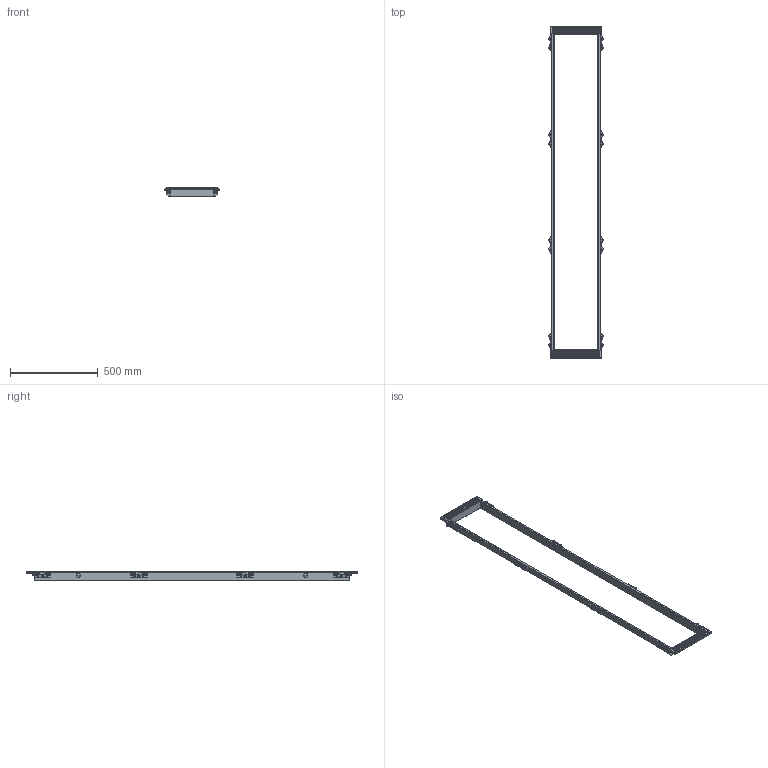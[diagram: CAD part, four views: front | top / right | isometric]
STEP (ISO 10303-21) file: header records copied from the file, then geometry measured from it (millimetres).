
FILE_DESCRIPTION(('STEP AP214'),'1');
FILE_NAME('cctmp_35C1619B-0EB2-4DB1-89B0-CF50F6AB2AE7_2024_05_06_11_40_31_0419..stp','2024-05-06T09:40:34',('SIEMENS A&D'),('CADClick - www.CADClick.com'),'Spatial InterOp 3D',' ','unknown authorization');
FILE_SCHEMA(('AUTOMOTIVE_DESIGN'));
Length unit declared in the file: millimetre
Products named in the file (41): cc_unnamed; 2024_05_06_11_40_31_0372; 2024_05_06_11_40_31_0341; 2024_05_06_11_40_31_0310; 2024_05_06_11_40_31_0279; 2024_05_06_11_40_31_0247; 2024_05_06_11_40_31_0185; 2024_05_06_11_40_31_0154; 2024_05_06_11_40_31_0122; 2024_05_06_11_40_31_0060; 2024_05_06_11_40_31_0029; 2024_05_06_11_40_30_0991; 2024_05_06_11_40_30_0959; 2024_05_06_11_40_30_0897; 2024_05_06_11_40_30_0866; 2024_05_06_11_40_30_0834; 2024_05_06_11_40_30_0803; 2024_05_06_11_40_30_0741; 2024_05_06_11_40_30_0709; 2024_05_06_11_40_30_0678; 2024_05_06_11_40_30_0647; 2024_05_06_11_40_30_0584; 2024_05_06_11_40_30_0553; 2024_05_06_11_40_30_0522; 2024_05_06_11_40_30_0491; 2024_05_06_11_40_30_0428; 2024_05_06_11_40_30_0397; 2024_05_06_11_40_30_0366; 2024_05_06_11_40_30_0334; 2024_05_06_11_40_30_0272; 2024_05_06_11_40_30_0241; 2024_05_06_11_40_30_0209; 2024_05_06_11_40_30_0178; 2024_05_06_11_40_30_0116; 2024_05_06_11_40_30_0084; 2024_05_06_11_40_30_0048; 2024_05_06_11_40_30_0017; 2024_05_06_11_40_29_0954; 2024_05_06_11_40_29_0923; 2024_05_06_11_40_29_0892 ...
Assembly tree (40 placements, depth 2):
  cc_unnamed
    2024_05_06_11_40_31_0372
    2024_05_06_11_40_31_0341
    2024_05_06_11_40_31_0310
    2024_05_06_11_40_31_0279
    2024_05_06_11_40_31_0247
    2024_05_06_11_40_31_0185
    2024_05_06_11_40_31_0154
    2024_05_06_11_40_31_0122
    2024_05_06_11_40_31_0060
    2024_05_06_11_40_31_0029
    2024_05_06_11_40_30_0991
    2024_05_06_11_40_30_0959
    2024_05_06_11_40_30_0897
    2024_05_06_11_40_30_0866
    2024_05_06_11_40_30_0834
    2024_05_06_11_40_30_0803
    2024_05_06_11_40_30_0741
    2024_05_06_11_40_30_0709
    2024_05_06_11_40_30_0678
    2024_05_06_11_40_30_0647
    2024_05_06_11_40_30_0584
    2024_05_06_11_40_30_0553
    2024_05_06_11_40_30_0522
    2024_05_06_11_40_30_0491
    2024_05_06_11_40_30_0428
    2024_05_06_11_40_30_0397
    2024_05_06_11_40_30_0366
    2024_05_06_11_40_30_0334
    2024_05_06_11_40_30_0272
    2024_05_06_11_40_30_0241
    2024_05_06_11_40_30_0209
    2024_05_06_11_40_30_0178
    2024_05_06_11_40_30_0116
    2024_05_06_11_40_30_0084
    2024_05_06_11_40_30_0048
    2024_05_06_11_40_30_0017
    2024_05_06_11_40_29_0954
    2024_05_06_11_40_29_0923
    2024_05_06_11_40_29_0892
    2024_05_06_11_40_29_0861
Bounding box: 317 x 1897 x 48 mm (x, y, z)
Volume: 559541 mm3; surface area: 656426.8 mm2
Topology: 40 solids, 40 shells, 2652 faces, 7084 edges, 4632 vertices
Faces by surface type: plane 1520, cylinder 956, cone 176
Entity records: 109718 total; most frequent: CARTESIAN_POINT 18617, DIRECTION 14446, ORIENTED_EDGE 14168, EDGE_CURVE 7084, AXIS2_PLACEMENT_3D 4877, LINE 4692, VECTOR 4692, VERTEX_POINT 4632
